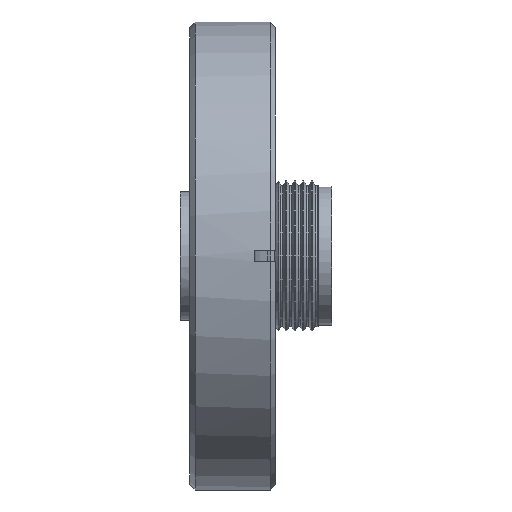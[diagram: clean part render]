
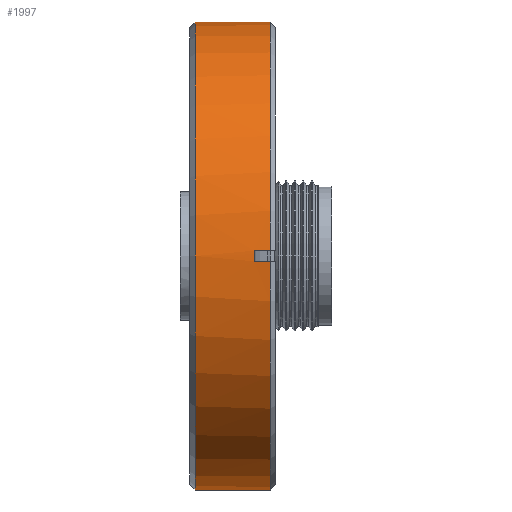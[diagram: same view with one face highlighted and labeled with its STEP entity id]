
A CAD part, left-side view. The second image highlights one B-rep face of the part: STEP entity #1997.
In plain terms, the highlighted cylindrical face has radius 34.671 mm (diameter 69.342 mm), a partial arc.
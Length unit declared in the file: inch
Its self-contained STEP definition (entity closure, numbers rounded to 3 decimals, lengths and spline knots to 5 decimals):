
#57 = CIRCLE ( 'NONE', #4287, 1.365 ) ;
#338 = CYLINDRICAL_SURFACE ( 'NONE', #5380, 1.365 ) ;
#343 = FACE_OUTER_BOUND ( 'NONE', #996, .T. ) ;
#809 = ORIENTED_EDGE ( 'NONE', *, *, #5757, .F. ) ;
#811 = ORIENTED_EDGE ( 'NONE', *, *, #5475, .F. ) ;
#814 = ORIENTED_EDGE ( 'NONE', *, *, #5774, .T. ) ;
#818 = ORIENTED_EDGE ( 'NONE', *, *, #5449, .T. ) ;
#822 = ORIENTED_EDGE ( 'NONE', *, *, #5494, .T. ) ;
#824 = ORIENTED_EDGE ( 'NONE', *, *, #5410, .T. ) ;
#827 = ORIENTED_EDGE ( 'NONE', *, *, #5470, .T. ) ;
#829 = ORIENTED_EDGE ( 'NONE', *, *, #5629, .T. ) ;
#996 = EDGE_LOOP ( 'NONE', ( #809, #811, #814, #818, #822, #824, #827, #829 ) ) ;
#1557 = VECTOR ( 'NONE', #7412, 39.37008 ) ;
#1562 = LINE ( 'NONE', #7389, #1557 ) ;
#1582 = VECTOR ( 'NONE', #7439, 39.37008 ) ;
#1593 = LINE ( 'NONE', #7452, #1582 ) ;
#1784 = CIRCLE ( 'NONE', #4158, 1.365 ) ;
#1913 = VECTOR ( 'NONE', #4637, 39.37008 ) ;
#1914 = LINE ( 'NONE', #4657, #1913 ) ;
#1937 = CIRCLE ( 'NONE', #4264, 1.365 ) ;
#1941 = VECTOR ( 'NONE', #4736, 39.37008 ) ;
#1945 = LINE ( 'NONE', #4742, #1941 ) ;
#1978 = CIRCLE ( 'NONE', #4274, 1.365 ) ;
#1997 = ADVANCED_FACE ( 'NONE', ( #343 ), #338, .T. ) ;
#3673 = VERTEX_POINT ( 'NONE', #5163 ) ;
#3677 = VERTEX_POINT ( 'NONE', #5159 ) ;
#3684 = VERTEX_POINT ( 'NONE', #5152 ) ;
#3685 = VERTEX_POINT ( 'NONE', #5151 ) ;
#3694 = VERTEX_POINT ( 'NONE', #5142 ) ;
#3720 = VERTEX_POINT ( 'NONE', #5117 ) ;
#3731 = VERTEX_POINT ( 'NONE', #5106 ) ;
#3828 = VERTEX_POINT ( 'NONE', #5005 ) ;
#4158 = AXIS2_PLACEMENT_3D ( 'NONE', #7480, #7479, #7478 ) ;
#4264 = AXIS2_PLACEMENT_3D ( 'NONE', #4721, #4720, #4719 ) ;
#4274 = AXIS2_PLACEMENT_3D ( 'NONE', #4796, #4795, #4794 ) ;
#4287 = AXIS2_PLACEMENT_3D ( 'NONE', #4910, #4909, #4908 ) ;
#4637 = DIRECTION ( 'NONE',  ( 0., 1., 0. ) ) ;
#4657 = CARTESIAN_POINT ( 'NONE',  ( -1.36465, -0.33462, -0.031 ) ) ;
#4719 = DIRECTION ( 'NONE',  ( 0., 0., -1. ) ) ;
#4720 = DIRECTION ( 'NONE',  ( 0., 1., 0. ) ) ;
#4721 = CARTESIAN_POINT ( 'NONE',  ( 0., 0.469, 0. ) ) ;
#4736 = DIRECTION ( 'NONE',  ( 0., -1., 0. ) ) ;
#4742 = CARTESIAN_POINT ( 'NONE',  ( -1.36465, -0.33462, 0.031 ) ) ;
#4794 = DIRECTION ( 'NONE',  ( 0., 0., -1. ) ) ;
#4795 = DIRECTION ( 'NONE',  ( 0., 1., 0. ) ) ;
#4796 = CARTESIAN_POINT ( 'NONE',  ( 0., 0.031, 0. ) ) ;
#4908 = DIRECTION ( 'NONE',  ( 0., 0., -1. ) ) ;
#4909 = DIRECTION ( 'NONE',  ( 0., 1., 0. ) ) ;
#4910 = CARTESIAN_POINT ( 'NONE',  ( 0., 0.125, 0. ) ) ;
#5005 = CARTESIAN_POINT ( 'NONE',  ( 0., 0.031, 1.365 ) ) ;
#5106 = CARTESIAN_POINT ( 'NONE',  ( -1.36465, 0.031, 0.031 ) ) ;
#5117 = CARTESIAN_POINT ( 'NONE',  ( 0., 0.031, -1.365 ) ) ;
#5142 = CARTESIAN_POINT ( 'NONE',  ( 0., 0.469, -1.365 ) ) ;
#5151 = CARTESIAN_POINT ( 'NONE',  ( -1.36465, 0.031, -0.031 ) ) ;
#5152 = CARTESIAN_POINT ( 'NONE',  ( 0., 0.469, 1.365 ) ) ;
#5159 = CARTESIAN_POINT ( 'NONE',  ( -1.36465, 0.125, -0.031 ) ) ;
#5163 = CARTESIAN_POINT ( 'NONE',  ( -1.36465, 0.125, 0.031 ) ) ;
#5380 = AXIS2_PLACEMENT_3D ( 'NONE', #6728, #6734, #6780 ) ;
#5410 = EDGE_CURVE ( 'NONE', #3677, #3673, #57, .T. ) ;
#5449 = EDGE_CURVE ( 'NONE', #3720, #3685, #1978, .T. ) ;
#5470 = EDGE_CURVE ( 'NONE', #3673, #3731, #1945, .T. ) ;
#5475 = EDGE_CURVE ( 'NONE', #3694, #3684, #1937, .T. ) ;
#5494 = EDGE_CURVE ( 'NONE', #3685, #3677, #1914, .T. ) ;
#5629 = EDGE_CURVE ( 'NONE', #3731, #3828, #1784, .T. ) ;
#5757 = EDGE_CURVE ( 'NONE', #3684, #3828, #1593, .T. ) ;
#5774 = EDGE_CURVE ( 'NONE', #3694, #3720, #1562, .T. ) ;
#6728 = CARTESIAN_POINT ( 'NONE',  ( 0., -0.33462, 0. ) ) ;
#6734 = DIRECTION ( 'NONE',  ( 0., -1., 0. ) ) ;
#6780 = DIRECTION ( 'NONE',  ( 0., 0., -1. ) ) ;
#7389 = CARTESIAN_POINT ( 'NONE',  ( 0., -0.33462, -1.365 ) ) ;
#7412 = DIRECTION ( 'NONE',  ( 0., -1., 0. ) ) ;
#7439 = DIRECTION ( 'NONE',  ( 0., -1., 0. ) ) ;
#7452 = CARTESIAN_POINT ( 'NONE',  ( 0., -0.33462, 1.365 ) ) ;
#7478 = DIRECTION ( 'NONE',  ( 0., 0., -1. ) ) ;
#7479 = DIRECTION ( 'NONE',  ( 0., 1., 0. ) ) ;
#7480 = CARTESIAN_POINT ( 'NONE',  ( 0., 0.031, 0. ) ) ;
